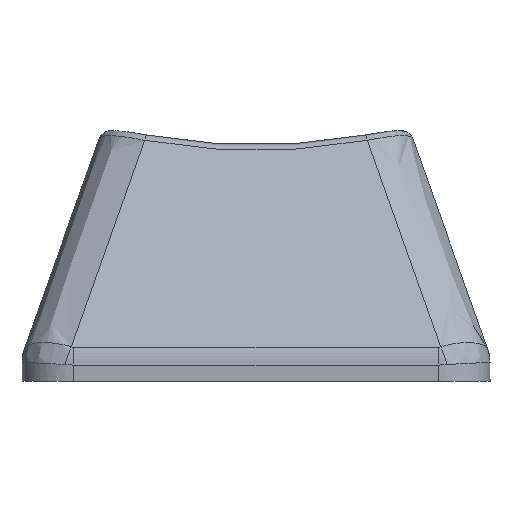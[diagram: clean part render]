
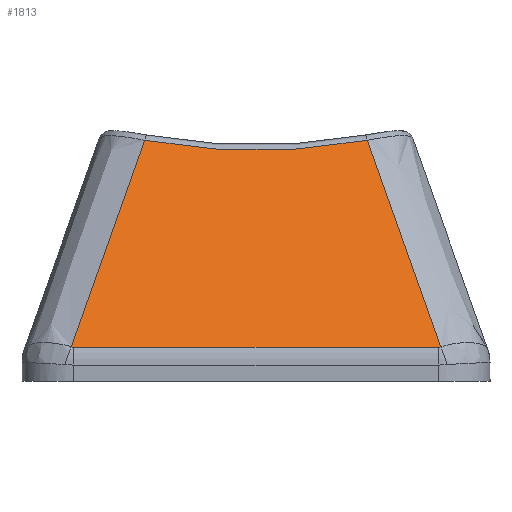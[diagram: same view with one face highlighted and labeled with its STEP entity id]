
A CAD part, front view. The second image highlights one B-rep face of the part: STEP entity #1813.
In plain terms, the highlighted planar face has unit normal (0, -0.886, 0.463).
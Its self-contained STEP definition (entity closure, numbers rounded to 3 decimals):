
#21=PLANE('',#1940);
#179=FACE_OUTER_BOUND('',#285,.T.);
#285=EDGE_LOOP('',(#1308,#1309,#1310,#1311,#1312,#1313));
#384=ELLIPSE('',#1933,1.08,0.5);
#386=ELLIPSE('',#1938,1.08,0.5);
#397=LINE('',#2833,#509);
#509=VECTOR('',#2079,10.);
#650=B_SPLINE_CURVE_WITH_KNOTS('',3,(#2993,#2994,#2995,#2996),
 .UNSPECIFIED.,.F.,.F.,(4,4),(-1.029,-0.082),
 .UNSPECIFIED.);
#652=B_SPLINE_CURVE_WITH_KNOTS('',3,(#3004,#3005,#3006,#3007),
 .UNSPECIFIED.,.F.,.F.,(4,4),(0.082,1.029),
 .UNSPECIFIED.);
#653=B_SPLINE_CURVE_WITH_KNOTS('',3,(#3008,#3009,#3010,#3011),
 .UNSPECIFIED.,.F.,.F.,(4,4),(-0.87,0.),.UNSPECIFIED.);
#779=VERTEX_POINT('',#2789);
#783=VERTEX_POINT('',#2823);
#785=VERTEX_POINT('',#2829);
#787=VERTEX_POINT('',#2850);
#793=VERTEX_POINT('',#2992);
#794=VERTEX_POINT('',#3003);
#982=EDGE_CURVE('',#779,#783,#384,.T.);
#985=EDGE_CURVE('',#783,#785,#397,.T.);
#988=EDGE_CURVE('',#785,#787,#386,.T.);
#999=EDGE_CURVE('',#787,#793,#650,.T.);
#1001=EDGE_CURVE('',#794,#779,#652,.T.);
#1002=EDGE_CURVE('',#793,#794,#653,.T.);
#1308=ORIENTED_EDGE('',*,*,#988,.F.);
#1309=ORIENTED_EDGE('',*,*,#985,.F.);
#1310=ORIENTED_EDGE('',*,*,#982,.F.);
#1311=ORIENTED_EDGE('',*,*,#1001,.F.);
#1312=ORIENTED_EDGE('',*,*,#1002,.F.);
#1313=ORIENTED_EDGE('',*,*,#999,.F.);
#1813=ADVANCED_FACE('',(#179),#21,.T.);
#1933=AXIS2_PLACEMENT_3D('',#2827,#2072,#2073);
#1938=AXIS2_PLACEMENT_3D('',#2854,#2084,#2085);
#1940=AXIS2_PLACEMENT_3D('',#3002,#2088,#2089);
#2072=DIRECTION('center_axis',(0.,0.886,-0.463));
#2073=DIRECTION('ref_axis',(0.,-0.463,-0.886));
#2079=DIRECTION('',(-1.,0.,0.));
#2084=DIRECTION('center_axis',(0.,0.886,-0.463));
#2085=DIRECTION('ref_axis',(0.,-0.463,-0.886));
#2088=DIRECTION('center_axis',(0.,-0.886,
0.463));
#2089=DIRECTION('ref_axis',(0.,-0.463,-0.886));
#2789=CARTESIAN_POINT('',(7.166,-18.428,0.34));
#2823=CARTESIAN_POINT('',(7.081,-18.435,0.326));
#2827=CARTESIAN_POINT('Origin',(7.081,-17.935,1.284));
#2829=CARTESIAN_POINT('',(-7.081,-18.435,0.326));
#2833=CARTESIAN_POINT('',(7.525,-18.435,0.326));
#2850=CARTESIAN_POINT('',(-7.166,-18.428,0.34));
#2854=CARTESIAN_POINT('Origin',(-7.081,-17.935,1.284));
#2992=CARTESIAN_POINT('',(-4.32,-14.243,8.352));
#2993=CARTESIAN_POINT('Ctrl Pts',(-7.166,-18.428,0.34));
#2994=CARTESIAN_POINT('Ctrl Pts',(-6.22,-17.032,3.012));
#2995=CARTESIAN_POINT('Ctrl Pts',(-5.271,-15.637,5.682));
#2996=CARTESIAN_POINT('Ctrl Pts',(-4.32,-14.243,8.352));
#3002=CARTESIAN_POINT('Origin',(5.969,-13.915,8.98));
#3003=CARTESIAN_POINT('',(4.32,-14.243,8.352));
#3004=CARTESIAN_POINT('Ctrl Pts',(4.32,-14.243,8.352));
#3005=CARTESIAN_POINT('Ctrl Pts',(5.271,-15.637,5.682));
#3006=CARTESIAN_POINT('Ctrl Pts',(6.22,-17.032,3.012));
#3007=CARTESIAN_POINT('Ctrl Pts',(7.166,-18.428,0.34));
#3008=CARTESIAN_POINT('Ctrl Pts',(-4.32,-14.243,8.352));
#3009=CARTESIAN_POINT('Ctrl Pts',(-1.481,-14.518,7.824));
#3010=CARTESIAN_POINT('Ctrl Pts',(1.481,-14.518,7.824));
#3011=CARTESIAN_POINT('Ctrl Pts',(4.32,-14.243,8.352));
